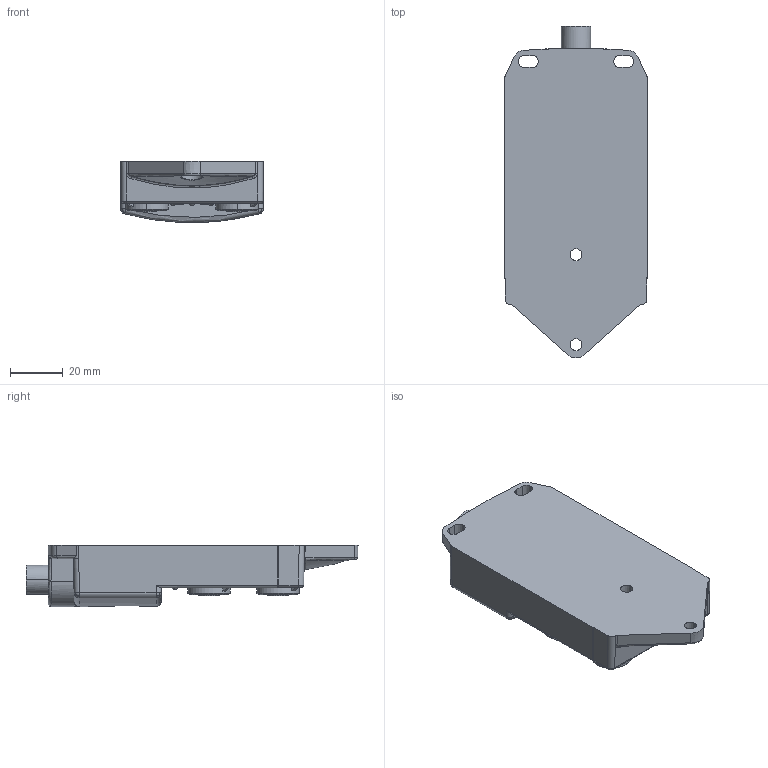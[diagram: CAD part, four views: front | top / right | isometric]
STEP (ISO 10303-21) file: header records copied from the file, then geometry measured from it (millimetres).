
FILE_DESCRIPTION((''),'2;1');
FILE_NAME('DM_CAD-2046','2014-11-27T',('Creinig-se'),(''),'PRO/ENGINEER BY PARAMETRIC TECHNOLOGY CORPORATION, 2013050','PRO/ENGINEER BY PARAMETRIC TECHNOLOGY CORPORATION, 2013050','');
FILE_SCHEMA(('CONFIG_CONTROL_DESIGN'));
Length unit declared in the file: millimetre
Products named in the file (1): DM_CAD-2046
Bounding box: 54 x 125.42 x 23.11 mm (x, y, z)
Volume: 94169.6 mm3; surface area: 20768 mm2
Topology: 1 solids, 1 shells, 823 faces, 2259 edges, 1486 vertices
Faces by surface type: plane 531, cylinder 109, cone 95, bspline 41, torus 29, sphere 18
Entity records: 42133 total; most frequent: CARTESIAN_POINT 12197, ORIENTED_EDGE 4478, DIRECTION 4108, PRESENTATION_STYLE_ASSIGNMENT 2433, STYLED_ITEM 2240, CURVE_STYLE 2239, EDGE_CURVE 2239, VECTOR 1530
